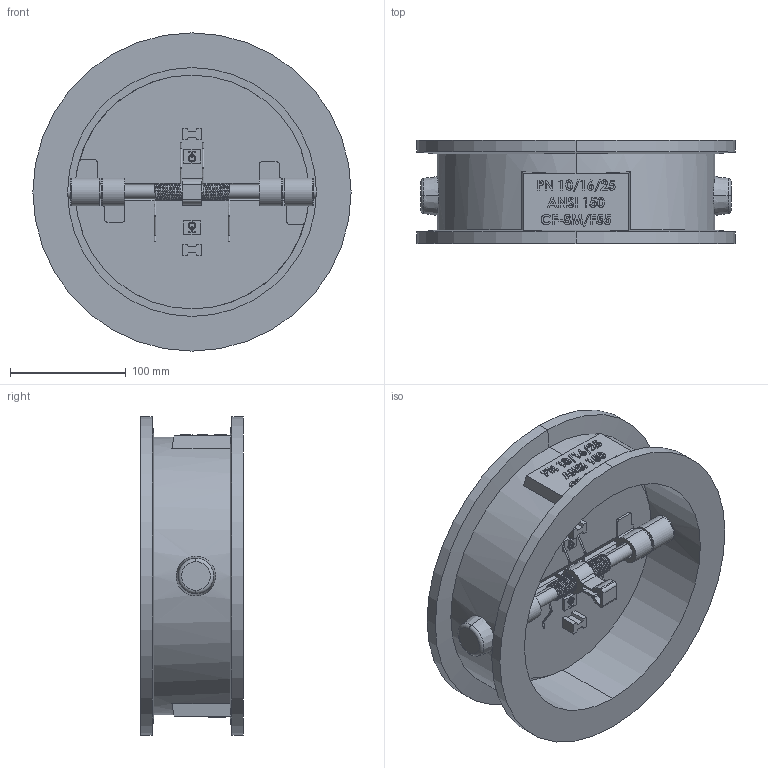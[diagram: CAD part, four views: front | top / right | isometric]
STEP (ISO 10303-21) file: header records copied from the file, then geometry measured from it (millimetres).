
FILE_DESCRIPTION (( 'STEP AP203' ), '1' );
FILE_NAME ('2.D3IIIIV.DN200.STEP', '2017-05-18T15:07:54', ( '' ), ( '' ), 'SwSTEP 2.0', 'SolidWorks 2017', '' );
FILE_SCHEMA (( 'CONFIG_CONTROL_DESIGN' ));
Length unit declared in the file: millimetre
Products named in the file (1): 2.D3IIIIV.DN200
Bounding box: 275 x 89 x 275 mm (x, y, z)
Volume: 1905783.9 mm3; surface area: 377593.5 mm2
Topology: 13 solids, 13 shells, 1099 faces, 2848 edges, 1855 vertices
Faces by surface type: plane 554, bspline 337, cylinder 171, torus 19, cone 10, sphere 8
Entity records: 60436 total; most frequent: CARTESIAN_POINT 35547, ORIENTED_EDGE 5680, DIRECTION 4110, EDGE_CURVE 2840, VERTEX_POINT 1855, VECTOR 1712, LINE 1712, EDGE_LOOP 1225
